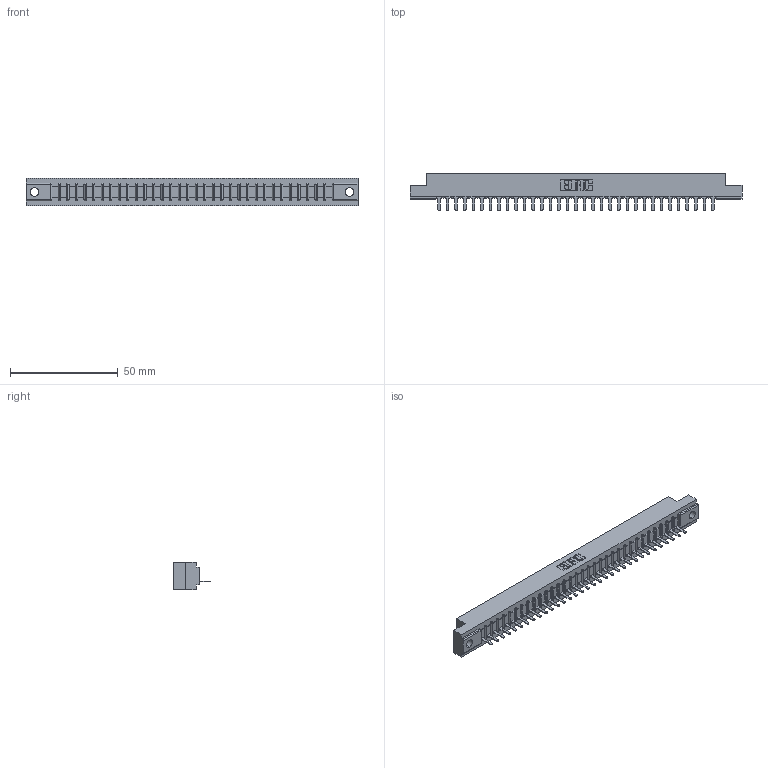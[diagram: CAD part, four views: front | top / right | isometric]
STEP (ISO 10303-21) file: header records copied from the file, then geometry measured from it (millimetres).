
FILE_DESCRIPTION (( 'STEP AP203' ), '1' );
FILE_NAME ('357-033-525-102.STEP', '2019-09-14T05:36:25', ( '' ), ( '' ), 'SwSTEP 2.0', 'SolidWorks 2016', '' );
FILE_SCHEMA (( 'CONFIG_CONTROL_DESIGN' ));
Length unit declared in the file: inch
Products named in the file (3): 307 Part_.128 Dia Mounting Holes; 357-033-525-102; 307-290-001_525
Assembly tree (34 placements, depth 2):
  357-033-525-102
    307 Part_.128 Dia Mounting Holes
    307-290-001_525  x33
Bounding box: 153.77 x 17.42 x 12.7 mm (x, y, z)
Volume: 15798.6 mm3; surface area: 16208.4 mm2
Topology: 34 solids, 34 shells, 2000 faces, 5669 edges, 3642 vertices
Faces by surface type: plane 1291, cylinder 641, sphere 68
Entity records: 29370 total; most frequent: CARTESIAN_POINT 4944, ORIENTED_EDGE 4930, DIRECTION 4813, EDGE_CURVE 2465, LINE 1887, VECTOR 1887, VERTEX_POINT 1594, AXIS2_PLACEMENT_3D 1463
